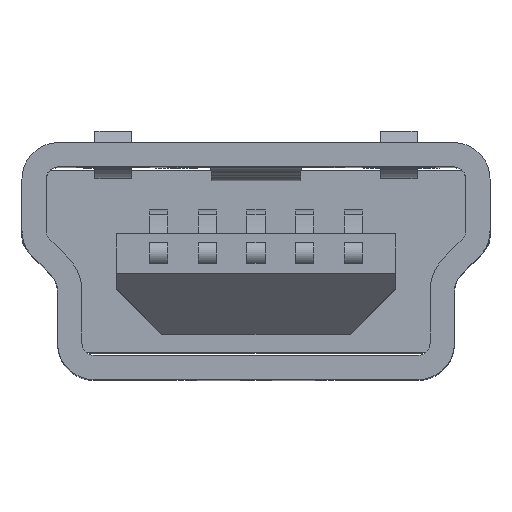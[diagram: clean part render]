
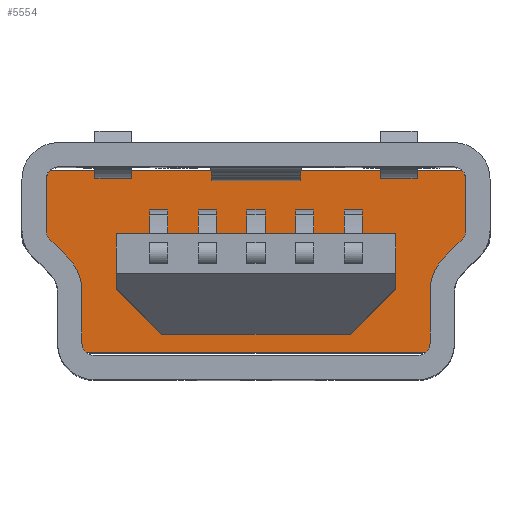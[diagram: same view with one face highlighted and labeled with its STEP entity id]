
A CAD part, top view. The second image highlights one B-rep face of the part: STEP entity #5554.
In plain terms, the highlighted planar face has unit normal (0, 0, 1).
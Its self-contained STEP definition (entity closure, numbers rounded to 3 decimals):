
#1352=CARTESIAN_POINT('',(2.664,-1.35,-5.5));
#1353=DIRECTION('',(0.,0.,1.));
#1354=DIRECTION('',(0.661,-0.75,0.));
#1355=AXIS2_PLACEMENT_3D('',#1352,#1353,#1354);
#1365=DIRECTION('',(1.,0.,0.));
#1366=VECTOR('',#1365,5.593);
#1367=CARTESIAN_POINT('',(-2.797,-1.5,-5.5));
#1368=LINE('',#1367,#1366);
#1369=DIRECTION('',(-1.,0.,0.));
#1370=VECTOR('',#1369,6.765);
#1371=CARTESIAN_POINT('',(3.382,1.5,-5.5));
#1372=LINE('',#1371,#1370);
#1373=DIRECTION('',(-1.,0.,0.));
#1374=VECTOR('',#1373,4.6);
#1375=CARTESIAN_POINT('',(2.3,0.45,-5.5));
#1376=LINE('',#1375,#1374);
#1377=DIRECTION('',(0.,-1.,0.));
#1378=VECTOR('',#1377,0.9);
#1379=CARTESIAN_POINT('',(-2.3,0.45,-5.5));
#1380=LINE('',#1379,#1378);
#1381=DIRECTION('',(0.707,-0.707,0.));
#1382=VECTOR('',#1381,1.061);
#1383=CARTESIAN_POINT('',(-2.3,-0.45,-5.5));
#1384=LINE('',#1383,#1382);
#1385=DIRECTION('',(1.,0.,0.));
#1386=VECTOR('',#1385,3.1);
#1387=CARTESIAN_POINT('',(-1.55,-1.2,-5.5));
#1388=LINE('',#1387,#1386);
#1389=DIRECTION('',(0.707,0.707,0.));
#1390=VECTOR('',#1389,1.061);
#1391=CARTESIAN_POINT('',(1.55,-1.2,-5.5));
#1392=LINE('',#1391,#1390);
#1393=DIRECTION('',(0.,1.,0.));
#1394=VECTOR('',#1393,0.9);
#1395=CARTESIAN_POINT('',(2.3,-0.45,-5.5));
#1396=LINE('',#1395,#1394);
#1397=CARTESIAN_POINT('',(3.25,1.35,-5.5));
#1398=DIRECTION('',(0.,0.,1.));
#1399=DIRECTION('',(1.,0.,0.));
#1400=AXIS2_PLACEMENT_3D('',#1397,#1398,#1399);
#2500=CARTESIAN_POINT('',(-3.25,1.35,-5.5));
#2501=DIRECTION('',(0.,0.,1.));
#2502=DIRECTION('',(-0.661,0.75,0.));
#2503=AXIS2_PLACEMENT_3D('',#2500,#2501,#2502);
#2513=DIRECTION('',(0.,1.,0.));
#2514=VECTOR('',#2513,0.85);
#2515=CARTESIAN_POINT('',(-3.45,0.5,-5.5));
#2516=LINE('',#2515,#2514);
#2521=CARTESIAN_POINT('',(-3.25,0.5,-5.5));
#2522=DIRECTION('',(0.,0.,1.));
#2523=DIRECTION('',(-1.,0.,0.));
#2524=AXIS2_PLACEMENT_3D('',#2521,#2522,#2523);
#2530=DIRECTION('',(-0.707,0.707,0.));
#2531=VECTOR('',#2530,0.414);
#2532=CARTESIAN_POINT('',(-3.099,0.066,-5.5));
#2533=LINE('',#2532,#2531);
#2538=CARTESIAN_POINT('',(-3.664,-0.5,-5.5));
#2539=DIRECTION('',(0.,0.,1.));
#2540=DIRECTION('',(1.,0.,0.));
#2541=AXIS2_PLACEMENT_3D('',#2538,#2539,#2540);
#2547=DIRECTION('',(0.,1.,0.));
#2548=VECTOR('',#2547,0.85);
#2549=CARTESIAN_POINT('',(-2.864,-1.35,-5.5));
#2550=LINE('',#2549,#2548);
#2555=CARTESIAN_POINT('',(-2.664,-1.35,-5.5));
#2556=DIRECTION('',(0.,0.,1.));
#2557=DIRECTION('',(-1.,0.,0.));
#2558=AXIS2_PLACEMENT_3D('',#2555,#2556,#2557);
#2580=DIRECTION('',(0.,-1.,0.));
#2581=VECTOR('',#2580,0.85);
#2582=CARTESIAN_POINT('',(3.45,1.35,-5.5));
#2583=LINE('',#2582,#2581);
#2588=CARTESIAN_POINT('',(3.25,0.5,-5.5));
#2589=DIRECTION('',(0.,0.,1.));
#2590=DIRECTION('',(0.707,-0.707,0.));
#2591=AXIS2_PLACEMENT_3D('',#2588,#2589,#2590);
#2597=DIRECTION('',(-0.707,-0.707,0.));
#2598=VECTOR('',#2597,0.414);
#2599=CARTESIAN_POINT('',(3.391,0.359,-5.5));
#2600=LINE('',#2599,#2598);
#2605=CARTESIAN_POINT('',(3.664,-0.5,-5.5));
#2606=DIRECTION('',(0.,0.,1.));
#2607=DIRECTION('',(-0.707,0.707,0.));
#2608=AXIS2_PLACEMENT_3D('',#2605,#2606,#2607);
#2614=DIRECTION('',(0.,-1.,0.));
#2615=VECTOR('',#2614,0.85);
#2616=CARTESIAN_POINT('',(2.864,-0.5,-5.5));
#2617=LINE('',#2616,#2615);
#3418=CARTESIAN_POINT('',(3.45,1.35,-5.5));
#3419=CARTESIAN_POINT('',(3.382,1.5,-5.5));
#3420=VERTEX_POINT('',#3418);
#3421=VERTEX_POINT('',#3419);
#3424=CARTESIAN_POINT('',(3.45,0.5,-5.5));
#3425=VERTEX_POINT('',#3424);
#3426=CARTESIAN_POINT('',(3.391,0.359,-5.5));
#3427=VERTEX_POINT('',#3426);
#3428=CARTESIAN_POINT('',(3.099,0.066,-5.5));
#3429=VERTEX_POINT('',#3428);
#3430=CARTESIAN_POINT('',(2.864,-0.5,-5.5));
#3431=VERTEX_POINT('',#3430);
#3432=CARTESIAN_POINT('',(2.864,-1.35,-5.5));
#3433=VERTEX_POINT('',#3432);
#3434=CARTESIAN_POINT('',(2.797,-1.5,-5.5));
#3435=VERTEX_POINT('',#3434);
#3438=CARTESIAN_POINT('',(-2.864,-1.35,-5.5));
#3439=CARTESIAN_POINT('',(-2.797,-1.5,-5.5));
#3440=VERTEX_POINT('',#3438);
#3441=VERTEX_POINT('',#3439);
#3444=CARTESIAN_POINT('',(-2.864,-0.5,-5.5));
#3445=VERTEX_POINT('',#3444);
#3446=CARTESIAN_POINT('',(-3.099,0.066,-5.5));
#3447=VERTEX_POINT('',#3446);
#3448=CARTESIAN_POINT('',(-3.391,0.359,-5.5));
#3449=VERTEX_POINT('',#3448);
#3450=CARTESIAN_POINT('',(-3.45,0.5,-5.5));
#3451=VERTEX_POINT('',#3450);
#3452=CARTESIAN_POINT('',(-3.45,1.35,-5.5));
#3453=VERTEX_POINT('',#3452);
#3454=CARTESIAN_POINT('',(-3.382,1.5,-5.5));
#3455=VERTEX_POINT('',#3454);
#3526=CARTESIAN_POINT('',(2.3,0.45,-5.5));
#3527=CARTESIAN_POINT('',(-2.3,0.45,-5.5));
#3528=VERTEX_POINT('',#3526);
#3529=VERTEX_POINT('',#3527);
#3530=CARTESIAN_POINT('',(-2.3,-0.45,-5.5));
#3531=VERTEX_POINT('',#3530);
#3532=CARTESIAN_POINT('',(-1.55,-1.2,-5.5));
#3533=VERTEX_POINT('',#3532);
#3534=CARTESIAN_POINT('',(1.55,-1.2,-5.5));
#3535=VERTEX_POINT('',#3534);
#3536=CARTESIAN_POINT('',(2.3,-0.45,-5.5));
#3537=VERTEX_POINT('',#3536);
#5503=CARTESIAN_POINT('',(0.,0.,-5.5));
#5504=DIRECTION('',(0.,0.,1.));
#5505=DIRECTION('',(1.,0.,0.));
#5506=AXIS2_PLACEMENT_3D('',#5503,#5504,#5505);
#5507=PLANE('',#5506);
#5509=ORIENTED_EDGE('',*,*,#5508,.F.);
#5511=ORIENTED_EDGE('',*,*,#5510,.T.);
#5513=ORIENTED_EDGE('',*,*,#5512,.F.);
#5515=ORIENTED_EDGE('',*,*,#5514,.T.);
#5517=ORIENTED_EDGE('',*,*,#5516,.T.);
#5519=ORIENTED_EDGE('',*,*,#5518,.T.);
#5520=ORIENTED_EDGE('',*,*,#5492,.F.);
#5521=ORIENTED_EDGE('',*,*,#4802,.F.);
#5523=ORIENTED_EDGE('',*,*,#5522,.F.);
#5525=ORIENTED_EDGE('',*,*,#5524,.T.);
#5527=ORIENTED_EDGE('',*,*,#5526,.T.);
#5529=ORIENTED_EDGE('',*,*,#5528,.T.);
#5531=ORIENTED_EDGE('',*,*,#5530,.F.);
#5533=ORIENTED_EDGE('',*,*,#5532,.T.);
#5535=ORIENTED_EDGE('',*,*,#5534,.F.);
#5537=ORIENTED_EDGE('',*,*,#5536,.F.);
#5538=EDGE_LOOP('',(#5509,#5511,#5513,#5515,#5517,#5519,#5520,#5521,#5523,#5525,
#5527,#5529,#5531,#5533,#5535,#5537));
#5539=FACE_OUTER_BOUND('',#5538,.F.);
#5541=ORIENTED_EDGE('',*,*,#5540,.T.);
#5543=ORIENTED_EDGE('',*,*,#5542,.T.);
#5545=ORIENTED_EDGE('',*,*,#5544,.T.);
#5547=ORIENTED_EDGE('',*,*,#5546,.T.);
#5549=ORIENTED_EDGE('',*,*,#5548,.T.);
#5551=ORIENTED_EDGE('',*,*,#5550,.T.);
#5552=EDGE_LOOP('',(#5541,#5543,#5545,#5547,#5549,#5551));
#5553=FACE_BOUND('',#5552,.F.);
#1356=CIRCLE('',#1355,0.2);
#1401=CIRCLE('',#1400,0.2);
#2504=CIRCLE('',#2503,0.2);
#2525=CIRCLE('',#2524,0.2);
#2542=CIRCLE('',#2541,0.8);
#2559=CIRCLE('',#2558,0.2);
#2592=CIRCLE('',#2591,0.2);
#2609=CIRCLE('',#2608,0.8);
#4802=EDGE_CURVE('',#3441,#3435,#1368,.T.);
#5492=EDGE_CURVE('',#3435,#3433,#1356,.T.);
#5508=EDGE_CURVE('',#3420,#3421,#1401,.T.);
#5510=EDGE_CURVE('',#3420,#3425,#2583,.T.);
#5512=EDGE_CURVE('',#3427,#3425,#2592,.T.);
#5514=EDGE_CURVE('',#3427,#3429,#2600,.T.);
#5516=EDGE_CURVE('',#3429,#3431,#2609,.T.);
#5518=EDGE_CURVE('',#3431,#3433,#2617,.T.);
#5522=EDGE_CURVE('',#3440,#3441,#2559,.T.);
#5524=EDGE_CURVE('',#3440,#3445,#2550,.T.);
#5526=EDGE_CURVE('',#3445,#3447,#2542,.T.);
#5528=EDGE_CURVE('',#3447,#3449,#2533,.T.);
#5530=EDGE_CURVE('',#3451,#3449,#2525,.T.);
#5532=EDGE_CURVE('',#3451,#3453,#2516,.T.);
#5534=EDGE_CURVE('',#3455,#3453,#2504,.T.);
#5536=EDGE_CURVE('',#3421,#3455,#1372,.T.);
#5540=EDGE_CURVE('',#3528,#3529,#1376,.T.);
#5542=EDGE_CURVE('',#3529,#3531,#1380,.T.);
#5544=EDGE_CURVE('',#3531,#3533,#1384,.T.);
#5546=EDGE_CURVE('',#3533,#3535,#1388,.T.);
#5548=EDGE_CURVE('',#3535,#3537,#1392,.T.);
#5550=EDGE_CURVE('',#3537,#3528,#1396,.T.);
#5554=ADVANCED_FACE('',(#5539,#5553),#5507,.T.);
